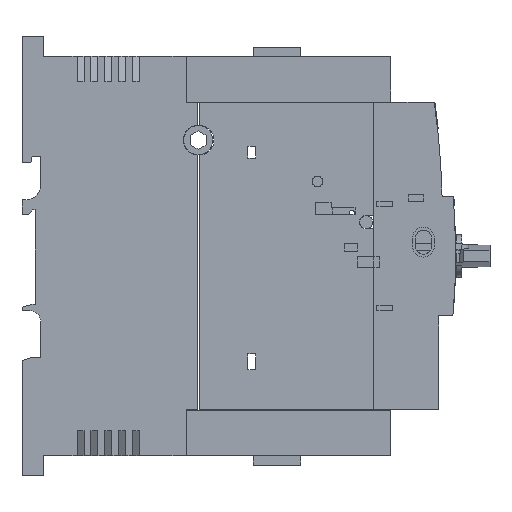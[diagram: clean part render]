
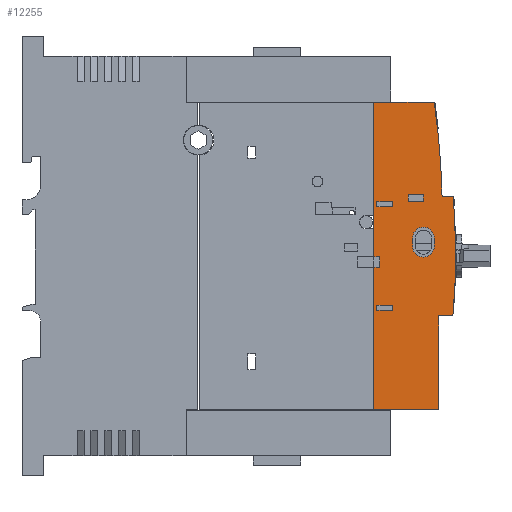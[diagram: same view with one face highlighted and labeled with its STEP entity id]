
A CAD part, left-side view. The second image highlights one B-rep face of the part: STEP entity #12255.
In plain terms, the highlighted planar face has unit normal (-1, 0, 0).
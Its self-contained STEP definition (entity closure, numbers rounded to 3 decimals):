
#7317=VERTEX_POINT('',#21468);
#7781=EDGE_CURVE('',#19385,#9339,#21983,.T.);
#8683=EDGE_CURVE('',#14433,#9931,#22970,.T.);
#9151=VERTEX_POINT('',#23491);
#9339=VERTEX_POINT('',#23692);
#9515=EDGE_CURVE('',#18951,#7317,#23887,.T.);
#9931=VERTEX_POINT('',#24337);
#10201=EDGE_CURVE('',#16017,#20221,#24623,.T.);
#10665=EDGE_CURVE('',#21145,#21045,#25134,.T.);
#10677=VERTEX_POINT('',#25147);
#10847=EDGE_CURVE('',#18667,#16017,#25336,.T.);
#10861=EDGE_CURVE('',#20147,#12053,#25352,.T.);
#11235=EDGE_CURVE('',#9339,#14621,#25762,.T.);
#12053=VERTEX_POINT('',#26677);
#12255=ADVANCED_FACE('',(#26901,#26902,#26903,#26904,#26905),#26906,.F.);
#12963=VERTEX_POINT('',#27679);
#13643=EDGE_CURVE('',#16875,#20371,#28428,.T.);
#14139=EDGE_CURVE('',#14613,#10677,#28979,.T.);
#14433=VERTEX_POINT('',#29311);
#14545=EDGE_CURVE('',#12963,#16609,#29440,.T.);
#14599=VERTEX_POINT('',#29499);
#14613=VERTEX_POINT('',#29513);
#14621=VERTEX_POINT('',#29521);
#14795=EDGE_CURVE('',#16385,#19969,#29719,.T.);
#15053=EDGE_CURVE('',#20371,#21145,#30007,.T.);
#15181=EDGE_CURVE('',#21045,#16875,#30145,.T.);
#15359=VERTEX_POINT('',#30348);
#16017=VERTEX_POINT('',#31084);
#16141=EDGE_CURVE('',#14599,#19679,#31222,.T.);
#16329=EDGE_CURVE('',#9931,#16355,#31430,.T.);
#16355=VERTEX_POINT('',#31458);
#16385=VERTEX_POINT('',#31490);
#16609=VERTEX_POINT('',#31726);
#16831=EDGE_CURVE('',#16355,#9151,#31978,.T.);
#16835=EDGE_CURVE('',#19385,#15359,#31983,.T.);
#16875=VERTEX_POINT('',#32027);
#16995=EDGE_CURVE('',#15359,#7317,#32162,.T.);
#17245=EDGE_CURVE('',#16609,#14621,#32443,.T.);
#17571=EDGE_CURVE('',#20147,#19821,#32798,.T.);
#17799=EDGE_CURVE('',#19969,#14599,#33054,.T.);
#17907=EDGE_CURVE('',#19015,#18667,#33172,.T.);
#18001=EDGE_CURVE('',#19821,#18951,#33271,.T.);
#18171=EDGE_CURVE('',#14613,#12053,#33453,.T.);
#18565=EDGE_CURVE('',#9151,#14433,#33902,.T.);
#18667=VERTEX_POINT('',#34015);
#18951=VERTEX_POINT('',#34329);
#19015=VERTEX_POINT('',#34399);
#19031=EDGE_CURVE('',#20221,#19015,#34417,.T.);
#19385=VERTEX_POINT('',#34801);
#19679=VERTEX_POINT('',#35117);
#19821=VERTEX_POINT('',#35272);
#19945=EDGE_CURVE('',#12963,#10677,#35405,.T.);
#19969=VERTEX_POINT('',#35432);
#20147=VERTEX_POINT('',#35629);
#20197=EDGE_CURVE('',#19679,#16385,#35684,.T.);
#20221=VERTEX_POINT('',#35710);
#20371=VERTEX_POINT('',#35893);
#21045=VERTEX_POINT('',#36627);
#21145=VERTEX_POINT('',#36732);
#21468=CARTESIAN_POINT('',(-35.0,-132.1,-4.3));
#21983=LINE('',#37849,#37850);
#22970=CIRCLE('',#39248,4.1);
#23491=CARTESIAN_POINT('',(-35.0,-154.9,6.7));
#23692=CARTESIAN_POINT('',(-35.0,-156.6,-22.5));
#23887=LINE('',#40584,#40585);
#24337=CARTESIAN_POINT('',(-35.0,-146.7,3.7));
#24623=LINE('',#41692,#41693);
#25134=LINE('',#42432,#42433);
#25147=CARTESIAN_POINT('',(-35.0,-157.8,22.5));
#25336=LINE('',#42727,#42728);
#25352=LINE('',#42751,#42752);
#25762=LINE('',#43371,#43372);
#26677=CARTESIAN_POINT('',(-35.0,-132.1,57.8));
#26901=FACE_BOUND('',#44954,.T.);
#26902=FACE_BOUND('',#44955,.T.);
#26903=FACE_BOUND('',#44956,.T.);
#26904=FACE_BOUND('',#44957,.T.);
#26905=FACE_OUTER_BOUND('',#44958,.T.);
#26906=PLANE('',#44959);
#27679=CARTESIAN_POINT('',(-35.0,-162.25,22.5));
#28428=LINE('',#47143,#47144);
#28979=CIRCLE('',#47921,300.);
#29311=CARTESIAN_POINT('',(-35.0,-154.9,3.7));
#29440=LINE('',#48589,#48590);
#29499=CARTESIAN_POINT('',(-35.0,-133.3,20.4));
#29513=CARTESIAN_POINT('',(-35.0,-154.861,57.8));
#29521=CARTESIAN_POINT('',(-35.0,-161.875,-22.5));
#29719=LINE('',#48985,#48986);
#30007=LINE('',#49385,#49386);
#30145=LINE('',#49589,#49590);
#30348=CARTESIAN_POINT('',(-35.0,-132.1,-57.8));
#31084=CARTESIAN_POINT('',(-35.0,-150.8,20.5));
#31222=LINE('',#51060,#51061);
#31430=LINE('',#51333,#51334);
#31458=CARTESIAN_POINT('',(-35.0,-146.7,6.7));
#31490=CARTESIAN_POINT('',(-35.0,-139.3,18.5));
#31726=CARTESIAN_POINT('',(-35.0,-162.25,18.128));
#31978=CIRCLE('',#52084,4.1);
#31983=LINE('',#52090,#52091);
#32027=CARTESIAN_POINT('',(-35.0,-139.3,-20.4));
#32162=LINE('',#52327,#52328);
#32443=CIRCLE('',#52709,250.0);
#32798=LINE('',#53226,#53227);
#33054=LINE('',#53579,#53580);
#33172=LINE('',#53756,#53757);
#33271=LINE('',#53913,#53914);
#33453=LINE('',#54169,#54170);
#33902=LINE('',#54827,#54828);
#34015=CARTESIAN_POINT('',(-35.0,-150.8,23.0));
#34329=CARTESIAN_POINT('',(-35.0,-134.3,-4.3));
#34399=CARTESIAN_POINT('',(-35.0,-145.0,23.0));
#34417=LINE('',#55546,#55547);
#34801=CARTESIAN_POINT('',(-35.0,-156.6,-57.8));
#35117=CARTESIAN_POINT('',(-35.0,-139.3,20.4));
#35272=CARTESIAN_POINT('',(-35.0,-134.3,-0.3));
#35405=LINE('',#56991,#56992);
#35432=CARTESIAN_POINT('',(-35.0,-133.3,18.5));
#35629=CARTESIAN_POINT('',(-35.0,-132.1,-0.3));
#35684=LINE('',#57378,#57379);
#35710=CARTESIAN_POINT('',(-35.0,-145.0,20.5));
#35893=CARTESIAN_POINT('',(-35.0,-133.3,-20.4));
#36627=CARTESIAN_POINT('',(-35.0,-139.3,-18.5));
#36732=CARTESIAN_POINT('',(-35.0,-133.3,-18.5));
#37849=CARTESIAN_POINT('',(-35.0,-156.6,-22.7));
#37850=VECTOR('',#59860,1.0);
#39248=AXIS2_PLACEMENT_3D('',#60845,#60846,#60847);
#40584=CARTESIAN_POINT('',(-35.0,-139.383,-4.3));
#40585=VECTOR('',#61854,1.0);
#41692=CARTESIAN_POINT('',(-35.0,-147.633,20.5));
#41693=VECTOR('',#62589,1.0);
#42432=CARTESIAN_POINT('',(-35.0,-138.883,-18.5));
#42433=VECTOR('',#63175,1.0);
#42727=CARTESIAN_POINT('',(-35.0,-150.8,20.089));
#42728=VECTOR('',#63400,1.0);
#42751=CARTESIAN_POINT('',(-35.0,-132.1,-28.9));
#42752=VECTOR('',#63420,1.0);
#43371=CARTESIAN_POINT('',(-35.0,-156.6,-22.5));
#43372=VECTOR('',#63864,1.0);
#44954=EDGE_LOOP('',(#65273,#65274,#65275,#65276));
#44955=EDGE_LOOP('',(#65277,#65278,#65279,#65280));
#44956=EDGE_LOOP('',(#65281,#65282,#65283,#65284));
#44957=EDGE_LOOP('',(#65285,#65286,#65287,#65288));
#44958=EDGE_LOOP('',(#65289,#65290,#65291,#65292,#65293,#65294,#65295,#65296,#65297,#65298,#65299,#65300,#65301));
#44959=AXIS2_PLACEMENT_3D('',#65302,#65303,#65304);
#47143=CARTESIAN_POINT('',(-35.0,-141.883,-20.4));
#47144=VECTOR('',#66964,1.0);
#47921=AXIS2_PLACEMENT_3D('',#67652,#67653,#67654);
#48589=CARTESIAN_POINT('',(-35.0,-162.25,11.25));
#48590=VECTOR('',#68259,1.0);
#48985=CARTESIAN_POINT('',(-35.0,-141.883,18.5));
#48986=VECTOR('',#68581,1.0);
#49385=CARTESIAN_POINT('',(-35.0,-133.3,-1.611));
#49386=VECTOR('',#68908,1.0);
#49589=CARTESIAN_POINT('',(-35.0,-139.3,-0.661));
#49590=VECTOR('',#69048,1.0);
#51060=CARTESIAN_POINT('',(-35.0,-138.883,20.4));
#51061=VECTOR('',#70416,1.0);
#51333=CARTESIAN_POINT('',(-35.0,-146.7,11.939));
#51334=VECTOR('',#70637,1.0);
#52084=AXIS2_PLACEMENT_3D('',#71185,#71186,#71187);
#52090=CARTESIAN_POINT('',(-35.0,-144.35,-57.8));
#52091=VECTOR('',#71196,1.0);
#52327=CARTESIAN_POINT('',(-35.0,-132.1,-28.9));
#52328=VECTOR('',#71483,1.0);
#52709=AXIS2_PLACEMENT_3D('',#71825,#71826,#71827);
#53226=CARTESIAN_POINT('',(-35.0,-137.183,-0.3));
#53227=VECTOR('',#72189,1.0);
#53579=CARTESIAN_POINT('',(-35.0,-133.3,17.839));
#53580=VECTOR('',#72503,1.0);
#53756=CARTESIAN_POINT('',(-35.0,-144.733,23.0));
#53757=VECTOR('',#72654,1.0);
#53913=CARTESIAN_POINT('',(-35.0,-134.3,8.439));
#53914=VECTOR('',#72741,1.0);
#54169=CARTESIAN_POINT('',(-35.0,-154.861,57.8));
#54170=VECTOR('',#72932,1.0);
#54827=CARTESIAN_POINT('',(-35.0,-154.9,10.439));
#54828=VECTOR('',#73536,1.0);
#55546=CARTESIAN_POINT('',(-35.0,-145.0,18.839));
#55547=VECTOR('',#74092,1.0);
#56991=CARTESIAN_POINT('',(-35.0,-157.995,22.5));
#56992=VECTOR('',#75031,1.0);
#57378=CARTESIAN_POINT('',(-35.0,-139.3,18.789));
#57379=VECTOR('',#75317,1.0);
#59860=DIRECTION('',(0.0,0.0,1.0));
#60845=CARTESIAN_POINT('',(-35.0,-150.8,3.7));
#60846=DIRECTION('',(1.0,0.0,0.0));
#60847=DIRECTION('',(0.0,1.0,0.));
#61854=DIRECTION('',(-0.0,1.0,0.0));
#62589=DIRECTION('',(-0.0,1.0,0.0));
#63175=DIRECTION('',(0.0,-1.0,0.0));
#63400=DIRECTION('',(0.0,0.0,-1.0));
#63420=DIRECTION('',(0.0,0.0,1.0));
#63864=DIRECTION('',(0.0,-1.0,0.0));
#65273=ORIENTED_EDGE('',*,*,#18565,.T.);
#65274=ORIENTED_EDGE('',*,*,#8683,.T.);
#65275=ORIENTED_EDGE('',*,*,#16329,.T.);
#65276=ORIENTED_EDGE('',*,*,#16831,.T.);
#65277=ORIENTED_EDGE('',*,*,#15181,.T.);
#65278=ORIENTED_EDGE('',*,*,#13643,.T.);
#65279=ORIENTED_EDGE('',*,*,#15053,.T.);
#65280=ORIENTED_EDGE('',*,*,#10665,.T.);
#65281=ORIENTED_EDGE('',*,*,#20197,.T.);
#65282=ORIENTED_EDGE('',*,*,#14795,.T.);
#65283=ORIENTED_EDGE('',*,*,#17799,.T.);
#65284=ORIENTED_EDGE('',*,*,#16141,.T.);
#65285=ORIENTED_EDGE('',*,*,#10847,.T.);
#65286=ORIENTED_EDGE('',*,*,#10201,.T.);
#65287=ORIENTED_EDGE('',*,*,#19031,.T.);
#65288=ORIENTED_EDGE('',*,*,#17907,.T.);
#65289=ORIENTED_EDGE('',*,*,#16995,.F.);
#65290=ORIENTED_EDGE('',*,*,#16835,.F.);
#65291=ORIENTED_EDGE('',*,*,#7781,.T.);
#65292=ORIENTED_EDGE('',*,*,#11235,.T.);
#65293=ORIENTED_EDGE('',*,*,#17245,.F.);
#65294=ORIENTED_EDGE('',*,*,#14545,.F.);
#65295=ORIENTED_EDGE('',*,*,#19945,.T.);
#65296=ORIENTED_EDGE('',*,*,#14139,.F.);
#65297=ORIENTED_EDGE('',*,*,#18171,.T.);
#65298=ORIENTED_EDGE('',*,*,#10861,.F.);
#65299=ORIENTED_EDGE('',*,*,#17571,.T.);
#65300=ORIENTED_EDGE('',*,*,#18001,.T.);
#65301=ORIENTED_EDGE('',*,*,#9515,.T.);
#65302=CARTESIAN_POINT('',(-35.0,-144.466,17.178));
#65303=DIRECTION('',(1.0,0.0,0.0));
#65304=DIRECTION('',(0.0,1.0,0.0));
#66964=DIRECTION('',(-0.0,1.0,0.0));
#67652=CARTESIAN_POINT('',(-35.0,142.114,15.3));
#67653=DIRECTION('',(1.0,0.0,0.0));
#67654=DIRECTION('',(0.0,-0.99,0.142));
#68259=DIRECTION('',(0.0,0.0,-1.0));
#68581=DIRECTION('',(-0.0,1.0,0.0));
#68908=DIRECTION('',(0.0,0.0,1.0));
#69048=DIRECTION('',(0.0,0.0,-1.0));
#70416=DIRECTION('',(0.0,-1.0,0.0));
#70637=DIRECTION('',(0.0,0.0,1.0));
#71185=CARTESIAN_POINT('',(-35.0,-150.8,6.7));
#71186=DIRECTION('',(1.0,0.0,0.0));
#71187=DIRECTION('',(0.0,-1.0,0.));
#71196=DIRECTION('',(0.0,1.0,0.0));
#71483=DIRECTION('',(0.0,0.0,1.0));
#71825=CARTESIAN_POINT('',(-35.0,87.1,0.112));
#71826=DIRECTION('',(1.0,0.0,0.0));
#71827=DIRECTION('',(0.0,0.0,-1.0));
#72189=DIRECTION('',(0.0,-1.0,0.0));
#72503=DIRECTION('',(0.0,0.0,1.0));
#72654=DIRECTION('',(0.0,-1.0,0.0));
#72741=DIRECTION('',(0.0,0.0,-1.0));
#72932=DIRECTION('',(0.0,1.0,0.0));
#73536=DIRECTION('',(0.0,0.0,-1.0));
#74092=DIRECTION('',(0.0,0.0,1.0));
#75031=DIRECTION('',(0.0,1.0,0.0));
#75317=DIRECTION('',(0.0,0.0,-1.0));
